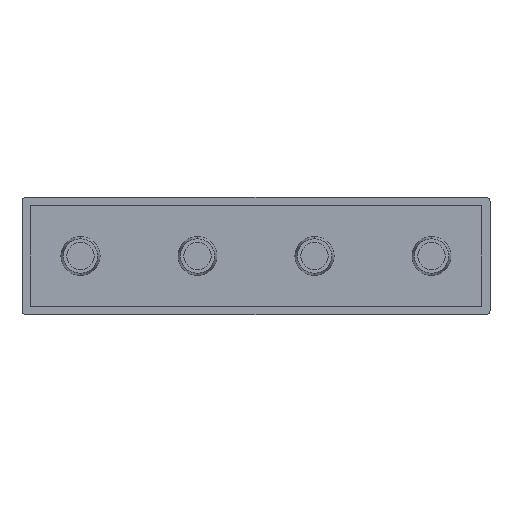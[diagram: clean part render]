
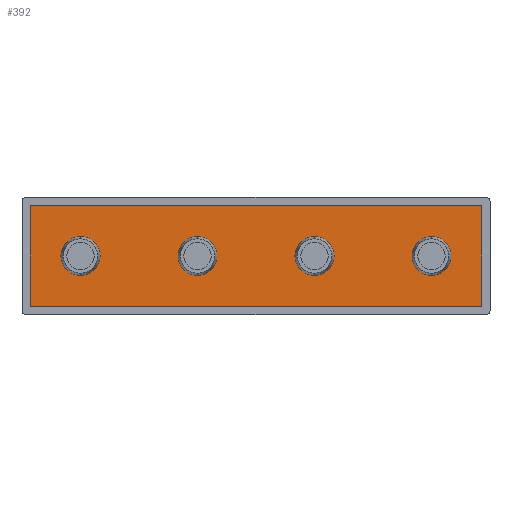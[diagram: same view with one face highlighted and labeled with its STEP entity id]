
A CAD part, front view. The second image highlights one B-rep face of the part: STEP entity #392.
In plain terms, the highlighted planar face has unit normal (0, -1, 0).
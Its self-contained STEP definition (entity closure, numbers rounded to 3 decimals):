
#25 = ORIENTED_EDGE ( 'NONE', *, *, #1076, .F. ) ;
#39 = LINE ( 'NONE', #118, #917 ) ;
#40 = EDGE_LOOP ( 'NONE', ( #482, #191 ) ) ;
#42 = DIRECTION ( 'NONE',  ( 0., 0., -1. ) ) ;
#46 = EDGE_CURVE ( 'NONE', #57, #1215, #956, .T. ) ;
#49 = EDGE_LOOP ( 'NONE', ( #1062, #809 ) ) ;
#52 = DIRECTION ( 'NONE',  ( 0., -1., 0. ) ) ;
#56 = LINE ( 'NONE', #861, #400 ) ;
#57 = VERTEX_POINT ( 'NONE', #1277 ) ;
#70 = CARTESIAN_POINT ( 'NONE',  ( -15., -2., -5. ) ) ;
#78 = VECTOR ( 'NONE', #1397, 1000. ) ;
#83 = CARTESIAN_POINT ( 'NONE',  ( 15., -2., 5. ) ) ;
#93 = CARTESIAN_POINT ( 'NONE',  ( 0., -2., 0. ) ) ;
#97 = EDGE_CURVE ( 'NONE', #1215, #578, #39, .T. ) ;
#101 = DIRECTION ( 'NONE',  ( 0., -1., 0. ) ) ;
#118 = CARTESIAN_POINT ( 'NONE',  ( -57.9, -2., 12.9 ) ) ;
#122 = VECTOR ( 'NONE', #1180, 1000. ) ;
#126 = FACE_BOUND ( 'NONE', #40, .T. ) ;
#178 = VERTEX_POINT ( 'NONE', #542 ) ;
#190 = VERTEX_POINT ( 'NONE', #83 ) ;
#191 = ORIENTED_EDGE ( 'NONE', *, *, #720, .F. ) ;
#210 = CIRCLE ( 'NONE', #247, 5. ) ;
#244 = CARTESIAN_POINT ( 'NONE',  ( -15., -2., 0. ) ) ;
#247 = AXIS2_PLACEMENT_3D ( 'NONE', #1326, #1120, #732 ) ;
#250 = ORIENTED_EDGE ( 'NONE', *, *, #97, .T. ) ;
#267 = DIRECTION ( 'NONE',  ( 0., -1., 0. ) ) ;
#269 = AXIS2_PLACEMENT_3D ( 'NONE', #1208, #503, #727 ) ;
#310 = ORIENTED_EDGE ( 'NONE', *, *, #1019, .F. ) ;
#314 = FACE_BOUND ( 'NONE', #649, .T. ) ;
#357 = VERTEX_POINT ( 'NONE', #856 ) ;
#360 = DIRECTION ( 'NONE',  ( 0., 0., -1. ) ) ;
#392 = ADVANCED_FACE ( 'NONE', ( #822, #314, #1249, #126, #1189 ), #1011, .T. ) ;
#398 = CIRCLE ( 'NONE', #470, 5. ) ;
#400 = VECTOR ( 'NONE', #749, 1000. ) ;
#405 = AXIS2_PLACEMENT_3D ( 'NONE', #998, #267, #487 ) ;
#425 = CARTESIAN_POINT ( 'NONE',  ( -57.9, -2., 12.9 ) ) ;
#430 = DIRECTION ( 'NONE',  ( 0., -1., 0. ) ) ;
#435 = DIRECTION ( 'NONE',  ( 0., -1., 0. ) ) ;
#470 = AXIS2_PLACEMENT_3D ( 'NONE', #860, #52, #751 ) ;
#482 = ORIENTED_EDGE ( 'NONE', *, *, #919, .F. ) ;
#487 = DIRECTION ( 'NONE',  ( 0., 0., -1. ) ) ;
#497 = CARTESIAN_POINT ( 'NONE',  ( -15., -2., 0. ) ) ;
#503 = DIRECTION ( 'NONE',  ( 0., -1., 0. ) ) ;
#542 = CARTESIAN_POINT ( 'NONE',  ( 45., -2., 5. ) ) ;
#561 = EDGE_CURVE ( 'NONE', #697, #1362, #582, .T. ) ;
#578 = VERTEX_POINT ( 'NONE', #1321 ) ;
#579 = VERTEX_POINT ( 'NONE', #707 ) ;
#582 = CIRCLE ( 'NONE', #269, 5. ) ;
#592 = EDGE_CURVE ( 'NONE', #579, #57, #1356, .T. ) ;
#649 = EDGE_LOOP ( 'NONE', ( #1274, #25 ) ) ;
#671 = CIRCLE ( 'NONE', #916, 5. ) ;
#697 = VERTEX_POINT ( 'NONE', #1332 ) ;
#703 = DIRECTION ( 'NONE',  ( 0., 0., -1. ) ) ;
#707 = CARTESIAN_POINT ( 'NONE',  ( 57.9, -2., -12.9 ) ) ;
#710 = CIRCLE ( 'NONE', #405, 5. ) ;
#720 = EDGE_CURVE ( 'NONE', #1253, #1251, #1213, .T. ) ;
#726 = CIRCLE ( 'NONE', #1017, 5. ) ;
#727 = DIRECTION ( 'NONE',  ( 0., 0., -1. ) ) ;
#732 = DIRECTION ( 'NONE',  ( 0., 0., -1. ) ) ;
#737 = ORIENTED_EDGE ( 'NONE', *, *, #46, .T. ) ;
#749 = DIRECTION ( 'NONE',  ( 1., 0., 0. ) ) ;
#751 = DIRECTION ( 'NONE',  ( 0., 0., -1. ) ) ;
#779 = CIRCLE ( 'NONE', #1361, 5. ) ;
#809 = ORIENTED_EDGE ( 'NONE', *, *, #1365, .F. ) ;
#822 = FACE_BOUND ( 'NONE', #1324, .T. ) ;
#842 = AXIS2_PLACEMENT_3D ( 'NONE', #244, #1043, #360 ) ;
#851 = DIRECTION ( 'NONE',  ( 0., -1., 0. ) ) ;
#856 = CARTESIAN_POINT ( 'NONE',  ( 45., -2., -5. ) ) ;
#860 = CARTESIAN_POINT ( 'NONE',  ( 45., -2., 0. ) ) ;
#861 = CARTESIAN_POINT ( 'NONE',  ( -57.9, -2., -12.9 ) ) ;
#863 = CARTESIAN_POINT ( 'NONE',  ( 57.9, -2., 12.9 ) ) ;
#916 = AXIS2_PLACEMENT_3D ( 'NONE', #1075, #851, #42 ) ;
#917 = VECTOR ( 'NONE', #1389, 1000. ) ;
#919 = EDGE_CURVE ( 'NONE', #1251, #1253, #726, .T. ) ;
#938 = ORIENTED_EDGE ( 'NONE', *, *, #1055, .T. ) ;
#954 = EDGE_LOOP ( 'NONE', ( #250, #938, #1023, #737 ) ) ;
#956 = LINE ( 'NONE', #1137, #78 ) ;
#997 = DIRECTION ( 'NONE',  ( 0., 0., -1. ) ) ;
#998 = CARTESIAN_POINT ( 'NONE',  ( 15., -2., 0. ) ) ;
#999 = ORIENTED_EDGE ( 'NONE', *, *, #1047, .F. ) ;
#1011 = PLANE ( 'NONE',  #1193 ) ;
#1017 = AXIS2_PLACEMENT_3D ( 'NONE', #497, #430, #703 ) ;
#1019 = EDGE_CURVE ( 'NONE', #190, #1051, #710, .T. ) ;
#1023 = ORIENTED_EDGE ( 'NONE', *, *, #592, .T. ) ;
#1043 = DIRECTION ( 'NONE',  ( 0., -1., 0. ) ) ;
#1047 = EDGE_CURVE ( 'NONE', #1051, #190, #210, .T. ) ;
#1051 = VERTEX_POINT ( 'NONE', #1221 ) ;
#1055 = EDGE_CURVE ( 'NONE', #578, #579, #56, .T. ) ;
#1062 = ORIENTED_EDGE ( 'NONE', *, *, #1417, .F. ) ;
#1075 = CARTESIAN_POINT ( 'NONE',  ( 45., -2., 0. ) ) ;
#1076 = EDGE_CURVE ( 'NONE', #1362, #697, #779, .T. ) ;
#1120 = DIRECTION ( 'NONE',  ( 0., -1., 0. ) ) ;
#1129 = CARTESIAN_POINT ( 'NONE',  ( -45., -2., -5. ) ) ;
#1137 = CARTESIAN_POINT ( 'NONE',  ( -57.9, -2., 12.9 ) ) ;
#1146 = CARTESIAN_POINT ( 'NONE',  ( -15., -2., 5. ) ) ;
#1180 = DIRECTION ( 'NONE',  ( 0., 0., 1. ) ) ;
#1189 = FACE_BOUND ( 'NONE', #49, .T. ) ;
#1193 = AXIS2_PLACEMENT_3D ( 'NONE', #93, #435, #997 ) ;
#1208 = CARTESIAN_POINT ( 'NONE',  ( -45., -2., 0. ) ) ;
#1213 = CIRCLE ( 'NONE', #842, 5. ) ;
#1215 = VERTEX_POINT ( 'NONE', #425 ) ;
#1221 = CARTESIAN_POINT ( 'NONE',  ( 15., -2., -5. ) ) ;
#1249 = FACE_OUTER_BOUND ( 'NONE', #954, .T. ) ;
#1251 = VERTEX_POINT ( 'NONE', #1146 ) ;
#1253 = VERTEX_POINT ( 'NONE', #70 ) ;
#1274 = ORIENTED_EDGE ( 'NONE', *, *, #561, .F. ) ;
#1277 = CARTESIAN_POINT ( 'NONE',  ( 57.9, -2., 12.9 ) ) ;
#1321 = CARTESIAN_POINT ( 'NONE',  ( -57.9, -2., -12.9 ) ) ;
#1324 = EDGE_LOOP ( 'NONE', ( #310, #999 ) ) ;
#1326 = CARTESIAN_POINT ( 'NONE',  ( 15., -2., 0. ) ) ;
#1332 = CARTESIAN_POINT ( 'NONE',  ( -45., -2., 5. ) ) ;
#1356 = LINE ( 'NONE', #863, #122 ) ;
#1361 = AXIS2_PLACEMENT_3D ( 'NONE', #1430, #101, #1422 ) ;
#1362 = VERTEX_POINT ( 'NONE', #1129 ) ;
#1365 = EDGE_CURVE ( 'NONE', #357, #178, #671, .T. ) ;
#1389 = DIRECTION ( 'NONE',  ( 0., 0., -1. ) ) ;
#1397 = DIRECTION ( 'NONE',  ( -1., 0., 0. ) ) ;
#1417 = EDGE_CURVE ( 'NONE', #178, #357, #398, .T. ) ;
#1422 = DIRECTION ( 'NONE',  ( 0., 0., -1. ) ) ;
#1430 = CARTESIAN_POINT ( 'NONE',  ( -45., -2., 0. ) ) ;
